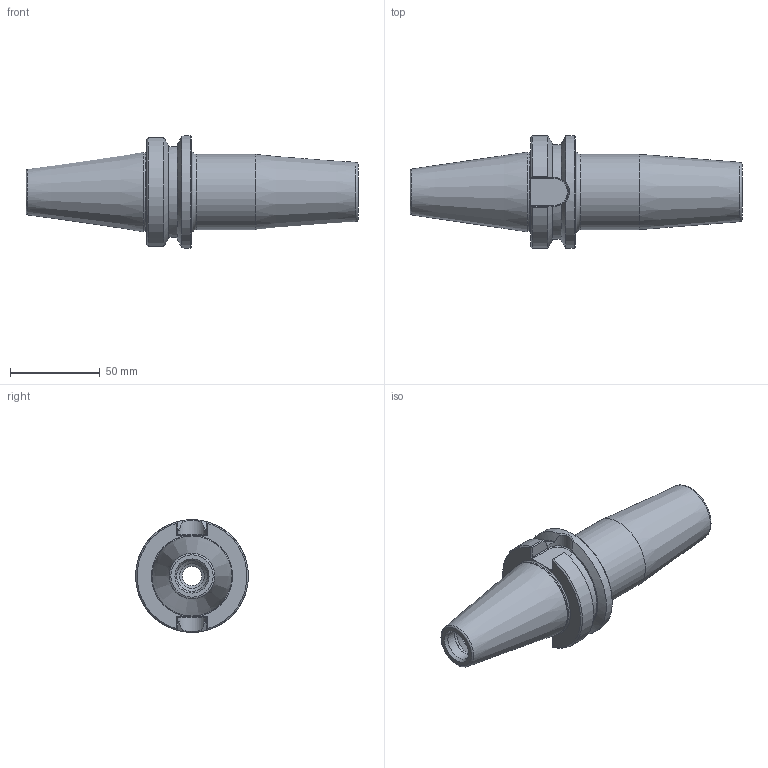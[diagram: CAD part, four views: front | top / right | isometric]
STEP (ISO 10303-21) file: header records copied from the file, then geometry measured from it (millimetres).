
FILE_DESCRIPTION((''),'2;1');
FILE_NAME('INT''BT40-M20SF120-9.iam.step','2010-04-22T14:26:45',(''),(''),'Autodesk Inventor 2009','Autodesk Inventor 2009','');
FILE_SCHEMA(('AUTOMOTIVE_DESIGN { 1 0 10303 214 1 1 1 1 }'));
Length unit declared in the file: inch
Products named in the file (2): BT40-M20SF120-9
Assembly tree (1 placements, depth 2):
  BT40-M20SF120-9
    BT40-M20SF120-9
Bounding box: 185.41 x 62.99 x 62.99 mm (x, y, z)
Volume: 211428.3 mm3; surface area: 37887.2 mm2
Topology: 1 solids, 1 shells, 73 faces, 182 edges, 114 vertices
Faces by surface type: plane 25, cylinder 21, cone 14, bspline 11, torus 2
Full cylindrical faces by diameter (mm): 17.623 x1, 19.967 x1, 20.983 x1, 42 x1, 43.942 x1, 44.45 x1, 62.992 x1
Entity records: 2515 total; most frequent: CARTESIAN_POINT 845, DIRECTION 310, ORIENTED_EDGE 304, EDGE_CURVE 152, AXIS2_PLACEMENT_3D 127, VERTEX_POINT 108, EDGE_LOOP 102, FACE_OUTER_BOUND 73
